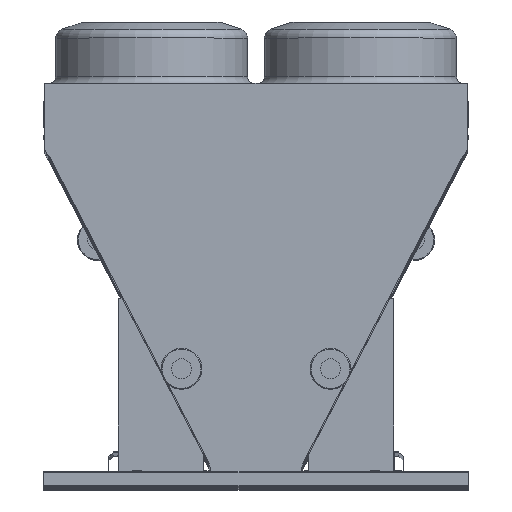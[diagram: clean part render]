
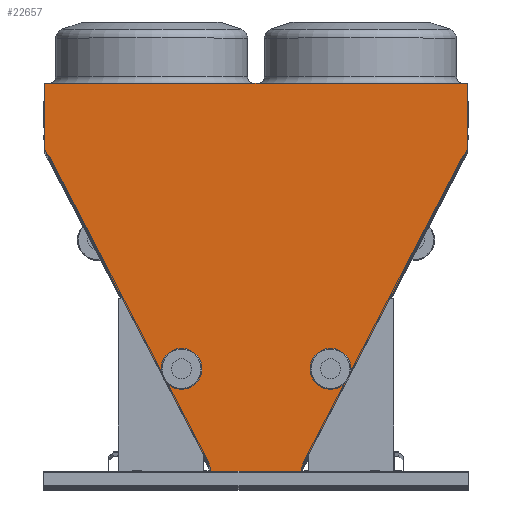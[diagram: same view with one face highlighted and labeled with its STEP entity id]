
A CAD part, top view. The second image highlights one B-rep face of the part: STEP entity #22657.
In plain terms, the highlighted planar face has unit normal (0, 0, 1).
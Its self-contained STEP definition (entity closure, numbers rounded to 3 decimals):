
#212 = CARTESIAN_POINT ( 'NONE',  ( -279.893, 1.482, 0. ) ) ;
#558 = EDGE_CURVE ( 'NONE', #33186, #48458, #47355, .T. ) ;
#654 = VECTOR ( 'NONE', #45253, 1000. ) ;
#2073 = DIRECTION ( 'NONE',  ( 0., 0., -1. ) ) ;
#2179 = ORIENTED_EDGE ( 'NONE', *, *, #42902, .T. ) ;
#2473 = FACE_OUTER_BOUND ( 'NONE', #29273, .T. ) ;
#2543 = DIRECTION ( 'NONE',  ( 0.462, -0.887, 0. ) ) ;
#3965 = CARTESIAN_POINT ( 'NONE',  ( 1136.15, 2083.62, 0. ) ) ;
#4330 = DIRECTION ( 'NONE',  ( 0.887, 0.462, 0. ) ) ;
#4454 = LINE ( 'NONE', #38941, #26160 ) ;
#5320 = VERTEX_POINT ( 'NONE', #3965 ) ;
#5657 = EDGE_CURVE ( 'NONE', #10531, #27770, #43915, .T. ) ;
#5793 = LINE ( 'NONE', #39150, #9909 ) ;
#5936 = CARTESIAN_POINT ( 'NONE',  ( -279.893, 0., 0. ) ) ;
#6325 = VECTOR ( 'NONE', #35464, 1000. ) ;
#6413 = CARTESIAN_POINT ( 'NONE',  ( -245.403, 20.223, 0. ) ) ;
#6649 = DIRECTION ( 'NONE',  ( -1., 0., 0. ) ) ;
#6708 = VERTEX_POINT ( 'NONE', #8877 ) ;
#6861 = DIRECTION ( 'NONE',  ( -1., 0., 0. ) ) ;
#7074 = EDGE_CURVE ( 'NONE', #29864, #10564, #31695, .T. ) ;
#8877 = CARTESIAN_POINT ( 'NONE',  ( -246.893, 17.358, 0. ) ) ;
#9378 = ORIENTED_EDGE ( 'NONE', *, *, #52531, .T. ) ;
#9597 = CARTESIAN_POINT ( 'NONE',  ( 246.893, 17.358, 0. ) ) ;
#9698 = CARTESIAN_POINT ( 'NONE',  ( -245.403, 20.223, 0. ) ) ;
#9909 = VECTOR ( 'NONE', #13362, 1000. ) ;
#9983 = VERTEX_POINT ( 'NONE', #6413 ) ;
#9988 = LINE ( 'NONE', #50455, #53210 ) ;
#10031 = CARTESIAN_POINT ( 'NONE',  ( -1127.739, 1711.053, 0. ) ) ;
#10377 = LINE ( 'NONE', #30233, #44742 ) ;
#10441 = CARTESIAN_POINT ( 'NONE',  ( 1136.15, 2083.62, 0. ) ) ;
#10531 = VERTEX_POINT ( 'NONE', #45588 ) ;
#10564 = VERTEX_POINT ( 'NONE', #32775 ) ;
#11223 = DIRECTION ( 'NONE',  ( 0.887, -0.462, 0. ) ) ;
#11501 = LINE ( 'NONE', #49928, #23005 ) ;
#11574 = ORIENTED_EDGE ( 'NONE', *, *, #25849, .T. ) ;
#11830 = EDGE_CURVE ( 'NONE', #44595, #33186, #45342, .T. ) ;
#11864 = DIRECTION ( 'NONE',  ( -0.461, -0.887, 0. ) ) ;
#11973 = CARTESIAN_POINT ( 'NONE',  ( -246.893, 1.482, 0. ) ) ;
#12624 = ORIENTED_EDGE ( 'NONE', *, *, #48525, .T. ) ;
#13174 = VERTEX_POINT ( 'NONE', #22697 ) ;
#13362 = DIRECTION ( 'NONE',  ( -1., 0., 0. ) ) ;
#14029 = VECTOR ( 'NONE', #16523, 1000. ) ;
#14417 = DIRECTION ( 'NONE',  ( 0., 1., 0. ) ) ;
#14431 = CARTESIAN_POINT ( 'NONE',  ( -1126.246, 1711.83, 0. ) ) ;
#14888 = AXIS2_PLACEMENT_3D ( 'NONE', #28204, #2073, #6649 ) ;
#16523 = DIRECTION ( 'NONE',  ( 0., 1., 0. ) ) ;
#16796 = VERTEX_POINT ( 'NONE', #11973 ) ;
#17074 = VERTEX_POINT ( 'NONE', #19148 ) ;
#18425 = ORIENTED_EDGE ( 'NONE', *, *, #11830, .T. ) ;
#18624 = ORIENTED_EDGE ( 'NONE', *, *, #52937, .T. ) ;
#18802 = LINE ( 'NONE', #32701, #30221 ) ;
#19148 = CARTESIAN_POINT ( 'NONE',  ( 1136.15, 1727.462, 0. ) ) ;
#19503 = CARTESIAN_POINT ( 'NONE',  ( -1136.282, 1727.462, 0. ) ) ;
#19786 = VECTOR ( 'NONE', #24929, 1000. ) ;
#20977 = CARTESIAN_POINT ( 'NONE',  ( 246.893, 1.482, 0. ) ) ;
#22657 = ADVANCED_FACE ( 'NONE', ( #2473 ), #32505, .F. ) ;
#22660 = LINE ( 'NONE', #10441, #55758 ) ;
#22697 = CARTESIAN_POINT ( 'NONE',  ( 1127.607, 1711.053, 0. ) ) ;
#22802 = LINE ( 'NONE', #29192, #55890 ) ;
#23005 = VECTOR ( 'NONE', #28434, 1000. ) ;
#23859 = EDGE_CURVE ( 'NONE', #9983, #6708, #22802, .T. ) ;
#24032 = EDGE_CURVE ( 'NONE', #13174, #17074, #4454, .T. ) ;
#24929 = DIRECTION ( 'NONE',  ( 0., -1., 0. ) ) ;
#25144 = DIRECTION ( 'NONE',  ( 1., 0., 0. ) ) ;
#25227 = CARTESIAN_POINT ( 'NONE',  ( 279.893, 0., 0. ) ) ;
#25808 = ORIENTED_EDGE ( 'NONE', *, *, #43682, .T. ) ;
#25849 = EDGE_CURVE ( 'NONE', #48458, #49128, #28199, .T. ) ;
#26160 = VECTOR ( 'NONE', #43279, 1000. ) ;
#26357 = ORIENTED_EDGE ( 'NONE', *, *, #37907, .T. ) ;
#26359 = VECTOR ( 'NONE', #11223, 1000. ) ;
#27389 = ORIENTED_EDGE ( 'NONE', *, *, #33445, .T. ) ;
#27770 = VERTEX_POINT ( 'NONE', #51824 ) ;
#28199 = LINE ( 'NONE', #25227, #14029 ) ;
#28204 = CARTESIAN_POINT ( 'NONE',  ( 0., 0., 0. ) ) ;
#28293 = CARTESIAN_POINT ( 'NONE',  ( -1127.739, 1711.053, 0. ) ) ;
#28434 = DIRECTION ( 'NONE',  ( 0., -1., 0. ) ) ;
#28780 = DIRECTION ( 'NONE',  ( -1., 0., 0. ) ) ;
#28831 = CARTESIAN_POINT ( 'NONE',  ( 245.39, 20.232, 0. ) ) ;
#28854 = CARTESIAN_POINT ( 'NONE',  ( 245.39, 20.232, 0. ) ) ;
#29192 = CARTESIAN_POINT ( 'NONE',  ( -246.893, 17.358, 0. ) ) ;
#29273 = EDGE_LOOP ( 'NONE', ( #47531, #38990, #26357, #46026, #54335, #46745, #12624, #18425, #51478, #11574, #9378, #18624, #27389, #31265, #42980, #51938, #25808, #2179 ) ) ;
#29335 = CARTESIAN_POINT ( 'NONE',  ( 246.893, 17.358, 0. ) ) ;
#29864 = VERTEX_POINT ( 'NONE', #28854 ) ;
#30221 = VECTOR ( 'NONE', #6861, 1000. ) ;
#30233 = CARTESIAN_POINT ( 'NONE',  ( -1127.739, 1711.053, 0. ) ) ;
#30334 = EDGE_CURVE ( 'NONE', #6708, #16796, #11501, .T. ) ;
#31265 = ORIENTED_EDGE ( 'NONE', *, *, #7074, .T. ) ;
#31695 = LINE ( 'NONE', #28831, #41794 ) ;
#31894 = DIRECTION ( 'NONE',  ( 0., 1., 0. ) ) ;
#32085 = VECTOR ( 'NONE', #2543, 1000. ) ;
#32501 = LINE ( 'NONE', #29335, #41249 ) ;
#32505 = PLANE ( 'NONE',  #14888 ) ;
#32701 = CARTESIAN_POINT ( 'NONE',  ( -279.893, 1.482, 0. ) ) ;
#32775 = CARTESIAN_POINT ( 'NONE',  ( 1126.218, 1711.776, 0. ) ) ;
#32921 = VERTEX_POINT ( 'NONE', #20977 ) ;
#33186 = VERTEX_POINT ( 'NONE', #5936 ) ;
#33445 = EDGE_CURVE ( 'NONE', #40661, #29864, #32501, .T. ) ;
#33632 = DIRECTION ( 'NONE',  ( -0.463, 0.886, 0. ) ) ;
#35464 = DIRECTION ( 'NONE',  ( 0.462, -0.887, 0. ) ) ;
#37892 = CARTESIAN_POINT ( 'NONE',  ( 279.893, 0., 0. ) ) ;
#37907 = EDGE_CURVE ( 'NONE', #39900, #48857, #10377, .T. ) ;
#38941 = CARTESIAN_POINT ( 'NONE',  ( 1127.607, 1711.053, 0. ) ) ;
#38990 = ORIENTED_EDGE ( 'NONE', *, *, #49596, .T. ) ;
#39150 = CARTESIAN_POINT ( 'NONE',  ( -1136.282, 2083.62, 0. ) ) ;
#39900 = VERTEX_POINT ( 'NONE', #10031 ) ;
#40661 = VERTEX_POINT ( 'NONE', #9597 ) ;
#40755 = LINE ( 'NONE', #9698, #6325 ) ;
#41249 = VECTOR ( 'NONE', #33632, 1000. ) ;
#41789 = LINE ( 'NONE', #45489, #26359 ) ;
#41794 = VECTOR ( 'NONE', #54726, 1000. ) ;
#42902 = EDGE_CURVE ( 'NONE', #5320, #10531, #5793, .T. ) ;
#42980 = ORIENTED_EDGE ( 'NONE', *, *, #46438, .T. ) ;
#43279 = DIRECTION ( 'NONE',  ( 0.462, 0.887, 0. ) ) ;
#43553 = LINE ( 'NONE', #28293, #32085 ) ;
#43682 = EDGE_CURVE ( 'NONE', #17074, #5320, #22660, .T. ) ;
#43915 = LINE ( 'NONE', #19503, #654 ) ;
#44530 = CARTESIAN_POINT ( 'NONE',  ( 246.893, 17.358, 0. ) ) ;
#44595 = VERTEX_POINT ( 'NONE', #212 ) ;
#44613 = VECTOR ( 'NONE', #25144, 1000. ) ;
#44742 = VECTOR ( 'NONE', #4330, 1000. ) ;
#45253 = DIRECTION ( 'NONE',  ( 0., -1., 0. ) ) ;
#45342 = LINE ( 'NONE', #55109, #19786 ) ;
#45489 = CARTESIAN_POINT ( 'NONE',  ( 1127.607, 1711.053, 0. ) ) ;
#45588 = CARTESIAN_POINT ( 'NONE',  ( -1136.282, 2083.62, 0. ) ) ;
#46026 = ORIENTED_EDGE ( 'NONE', *, *, #50554, .T. ) ;
#46438 = EDGE_CURVE ( 'NONE', #10564, #13174, #41789, .T. ) ;
#46745 = ORIENTED_EDGE ( 'NONE', *, *, #30334, .T. ) ;
#47052 = LINE ( 'NONE', #44530, #55888 ) ;
#47355 = LINE ( 'NONE', #37892, #44613 ) ;
#47531 = ORIENTED_EDGE ( 'NONE', *, *, #5657, .T. ) ;
#48458 = VERTEX_POINT ( 'NONE', #53897 ) ;
#48525 = EDGE_CURVE ( 'NONE', #16796, #44595, #18802, .T. ) ;
#48857 = VERTEX_POINT ( 'NONE', #14431 ) ;
#49128 = VERTEX_POINT ( 'NONE', #55176 ) ;
#49596 = EDGE_CURVE ( 'NONE', #27770, #39900, #43553, .T. ) ;
#49928 = CARTESIAN_POINT ( 'NONE',  ( -246.893, 17.358, 0. ) ) ;
#50455 = CARTESIAN_POINT ( 'NONE',  ( 279.893, 1.482, 0. ) ) ;
#50554 = EDGE_CURVE ( 'NONE', #48857, #9983, #40755, .T. ) ;
#51478 = ORIENTED_EDGE ( 'NONE', *, *, #558, .T. ) ;
#51824 = CARTESIAN_POINT ( 'NONE',  ( -1136.282, 1727.462, 0. ) ) ;
#51938 = ORIENTED_EDGE ( 'NONE', *, *, #24032, .T. ) ;
#52531 = EDGE_CURVE ( 'NONE', #49128, #32921, #9988, .T. ) ;
#52937 = EDGE_CURVE ( 'NONE', #32921, #40661, #47052, .T. ) ;
#53210 = VECTOR ( 'NONE', #28780, 1000. ) ;
#53897 = CARTESIAN_POINT ( 'NONE',  ( 279.893, 0., 0. ) ) ;
#54335 = ORIENTED_EDGE ( 'NONE', *, *, #23859, .T. ) ;
#54726 = DIRECTION ( 'NONE',  ( 0.462, 0.887, 0. ) ) ;
#55109 = CARTESIAN_POINT ( 'NONE',  ( -279.893, 0., 0. ) ) ;
#55176 = CARTESIAN_POINT ( 'NONE',  ( 279.893, 1.482, 0. ) ) ;
#55758 = VECTOR ( 'NONE', #31894, 1000. ) ;
#55888 = VECTOR ( 'NONE', #14417, 1000. ) ;
#55890 = VECTOR ( 'NONE', #11864, 1000. ) ;
